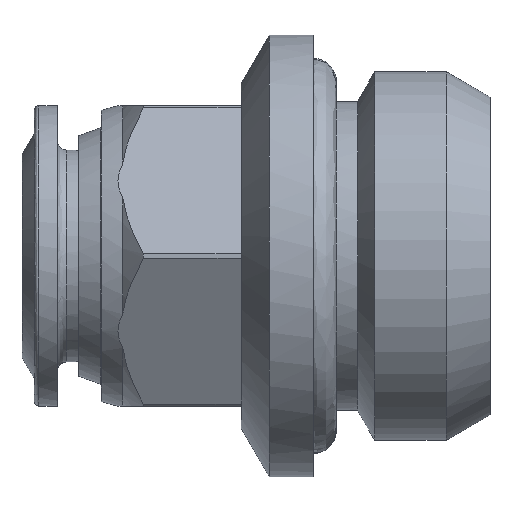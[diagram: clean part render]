
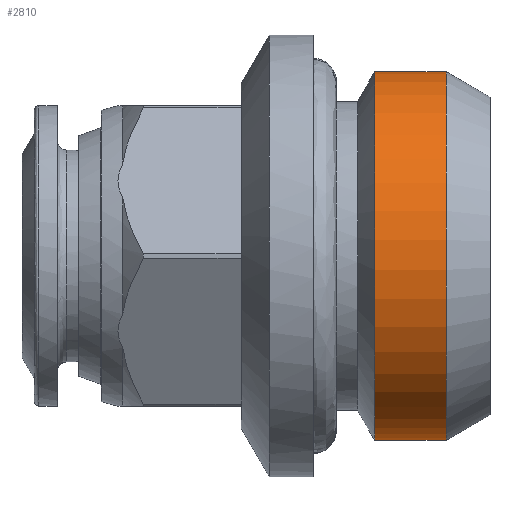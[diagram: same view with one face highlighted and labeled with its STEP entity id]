
A CAD part, left-side view. The second image highlights one B-rep face of the part: STEP entity #2810.
In plain terms, the highlighted free-form (B-spline) face has degree [1, 3] with [2, 4] control points.
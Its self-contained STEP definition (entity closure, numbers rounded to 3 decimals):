
#135 = EDGE_CURVE ( 'NONE', #2780, #1167, #1563, .T. ) ;
#137 = CARTESIAN_POINT ( 'NONE',  ( -20.87, 6.527, -10.435 ) ) ;
#303 = FACE_OUTER_BOUND ( 'NONE', #3881, .T. ) ;
#368 = CARTESIAN_POINT ( 'NONE',  ( 0., 2.485, 10.435 ) ) ;
#441 =( BOUNDED_SURFACE ( )  B_SPLINE_SURFACE ( 1, 3, ( 
 ( #2361, #4237, #137, #3084 ),
 ( #2394, #468, #483, #2733 ) ),
 .UNSPECIFIED., .F., .F., .F. ) 
 B_SPLINE_SURFACE_WITH_KNOTS ( ( 2, 2 ),
 ( 4, 4 ),
 ( 0., 1. ),
 ( 0., 1. ),
 .UNSPECIFIED. ) 
 GEOMETRIC_REPRESENTATION_ITEM ( )  RATIONAL_B_SPLINE_SURFACE ( (
 ( 1., 0.333, 0.333, 1.),
 ( 1., 0.333, 0.333, 1.) ) ) 
 REPRESENTATION_ITEM ( '' )  SURFACE ( )  );
#468 = CARTESIAN_POINT ( 'NONE',  ( -20.87, 2.485, 10.435 ) ) ;
#483 = CARTESIAN_POINT ( 'NONE',  ( -20.87, 2.485, -10.435 ) ) ;
#655 = CARTESIAN_POINT ( 'NONE',  ( 0., 6.527, -10.435 ) ) ;
#739 = VERTEX_POINT ( 'NONE', #655 ) ;
#821 = ORIENTED_EDGE ( 'NONE', *, *, #3620, .F. ) ;
#1036 = CARTESIAN_POINT ( 'NONE',  ( 0., 6.527, -10.435 ) ) ;
#1167 = VERTEX_POINT ( 'NONE', #368 ) ;
#1351 = CARTESIAN_POINT ( 'NONE',  ( 0., 6.527, 10.435 ) ) ;
#1377 = CARTESIAN_POINT ( 'NONE',  ( 0., 2.485, 10.435 ) ) ;
#1394 = ORIENTED_EDGE ( 'NONE', *, *, #3252, .T. ) ;
#1563 = B_SPLINE_CURVE_WITH_KNOTS ( 'NONE', 1,
 ( #2577, #2562 ),
 .UNSPECIFIED., .F., .F.,
 ( 2, 2 ),
 ( -1., 0. ),
 .UNSPECIFIED. ) ;
#1830 =( BOUNDED_CURVE ( )  B_SPLINE_CURVE ( 3, ( #1351, #4563, #3263, #1036 ),
 .UNSPECIFIED., .F., .F. ) 
 B_SPLINE_CURVE_WITH_KNOTS ( ( 4, 4 ),
 ( -3.142, 0. ),
 .UNSPECIFIED. ) 
 CURVE ( )  GEOMETRIC_REPRESENTATION_ITEM ( )  RATIONAL_B_SPLINE_CURVE ( ( 1., 0.333, 0.333, 1. ) ) 
 REPRESENTATION_ITEM ( '' )  );
#2033 = CARTESIAN_POINT ( 'NONE',  ( 0., 6.527, -10.435 ) ) ;
#2133 = CARTESIAN_POINT ( 'NONE',  ( -20.87, 2.485, -10.435 ) ) ;
#2361 = CARTESIAN_POINT ( 'NONE',  ( 0., 6.527, 10.435 ) ) ;
#2394 = CARTESIAN_POINT ( 'NONE',  ( 0., 2.485, 10.435 ) ) ;
#2484 = CARTESIAN_POINT ( 'NONE',  ( 0., 2.485, -10.435 ) ) ;
#2537 = EDGE_CURVE ( 'NONE', #4169, #739, #4312, .T. ) ;
#2562 = CARTESIAN_POINT ( 'NONE',  ( 0., 2.485, 10.435 ) ) ;
#2577 = CARTESIAN_POINT ( 'NONE',  ( 0., 6.527, 10.435 ) ) ;
#2733 = CARTESIAN_POINT ( 'NONE',  ( 0., 2.485, -10.435 ) ) ;
#2780 = VERTEX_POINT ( 'NONE', #4185 ) ;
#2810 = ADVANCED_FACE ( 'NONE', ( #303 ), #441, .F. ) ;
#2866 = CARTESIAN_POINT ( 'NONE',  ( 0., 2.485, -10.435 ) ) ;
#3047 =( BOUNDED_CURVE ( )  B_SPLINE_CURVE ( 3, ( #1377, #3601, #2133, #2866 ),
 .UNSPECIFIED., .F., .F. ) 
 B_SPLINE_CURVE_WITH_KNOTS ( ( 4, 4 ),
 ( -3.142, 0. ),
 .UNSPECIFIED. ) 
 CURVE ( )  GEOMETRIC_REPRESENTATION_ITEM ( )  RATIONAL_B_SPLINE_CURVE ( ( 1., 0.333, 0.333, 1. ) ) 
 REPRESENTATION_ITEM ( '' )  );
#3057 = ORIENTED_EDGE ( 'NONE', *, *, #135, .F. ) ;
#3084 = CARTESIAN_POINT ( 'NONE',  ( 0., 6.527, -10.435 ) ) ;
#3252 = EDGE_CURVE ( 'NONE', #2780, #739, #1830, .T. ) ;
#3263 = CARTESIAN_POINT ( 'NONE',  ( -20.87, 6.527, -10.435 ) ) ;
#3601 = CARTESIAN_POINT ( 'NONE',  ( -20.87, 2.485, 10.435 ) ) ;
#3620 = EDGE_CURVE ( 'NONE', #1167, #4169, #3047, .T. ) ;
#3881 = EDGE_LOOP ( 'NONE', ( #1394, #4569, #821, #3057 ) ) ;
#4169 = VERTEX_POINT ( 'NONE', #2484 ) ;
#4185 = CARTESIAN_POINT ( 'NONE',  ( 0., 6.527, 10.435 ) ) ;
#4237 = CARTESIAN_POINT ( 'NONE',  ( -20.87, 6.527, 10.435 ) ) ;
#4286 = CARTESIAN_POINT ( 'NONE',  ( 0., 2.485, -10.435 ) ) ;
#4312 = B_SPLINE_CURVE_WITH_KNOTS ( 'NONE', 1,
 ( #4286, #2033 ),
 .UNSPECIFIED., .F., .F.,
 ( 2, 2 ),
 ( -1., 0. ),
 .UNSPECIFIED. ) ;
#4563 = CARTESIAN_POINT ( 'NONE',  ( -20.87, 6.527, 10.435 ) ) ;
#4569 = ORIENTED_EDGE ( 'NONE', *, *, #2537, .F. ) ;
